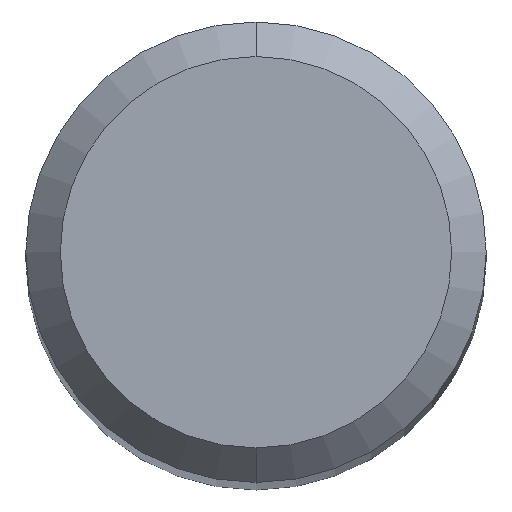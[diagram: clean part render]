
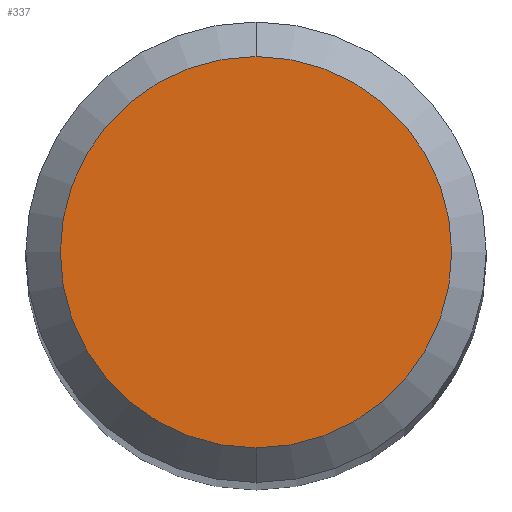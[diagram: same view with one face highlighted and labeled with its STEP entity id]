
A CAD part, top view. The second image highlights one B-rep face of the part: STEP entity #337.
In plain terms, the highlighted planar face has unit normal (0, 0, 1).
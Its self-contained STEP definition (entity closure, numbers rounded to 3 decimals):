
#229=VERTEX_POINT('',#566);
#313=EDGE_CURVE('',#331,#229,#657,.T.);
#331=VERTEX_POINT('',#677);
#337=ADVANCED_FACE('',(#684),#685,.T.);
#487=EDGE_CURVE('',#229,#331,#851,.T.);
#566=CARTESIAN_POINT('',(0.0,1.7,0.0));
#657=CIRCLE('',#1115,1.7);
#677=CARTESIAN_POINT('',(0.,-1.7,0.0));
#684=FACE_OUTER_BOUND('',#1188,.T.);
#685=PLANE('',#1189);
#851=CIRCLE('',#1512,1.7);
#1115=AXIS2_PLACEMENT_3D('',#1691,#1692,#1693);
#1188=EDGE_LOOP('',(#1721,#1722));
#1189=AXIS2_PLACEMENT_3D('',#1723,#1724,#1725);
#1512=AXIS2_PLACEMENT_3D('',#1938,#1939,#1940);
#1691=CARTESIAN_POINT('',(0.0,0.0,0.0));
#1692=DIRECTION('',(0.0,0.0,-1.0));
#1693=DIRECTION('',(0.0,1.0,0.0));
#1721=ORIENTED_EDGE('',*,*,#487,.F.);
#1722=ORIENTED_EDGE('',*,*,#313,.F.);
#1723=CARTESIAN_POINT('',(0.0,0.85,0.0));
#1724=DIRECTION('',(-0.0,0.0,1.0));
#1725=DIRECTION('',(0.0,-1.0,0.0));
#1938=CARTESIAN_POINT('',(0.0,0.0,0.0));
#1939=DIRECTION('',(0.0,0.0,-1.0));
#1940=DIRECTION('',(0.0,1.0,0.0));
